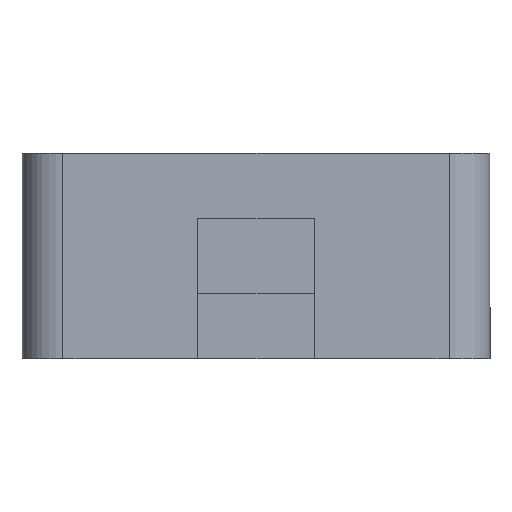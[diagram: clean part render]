
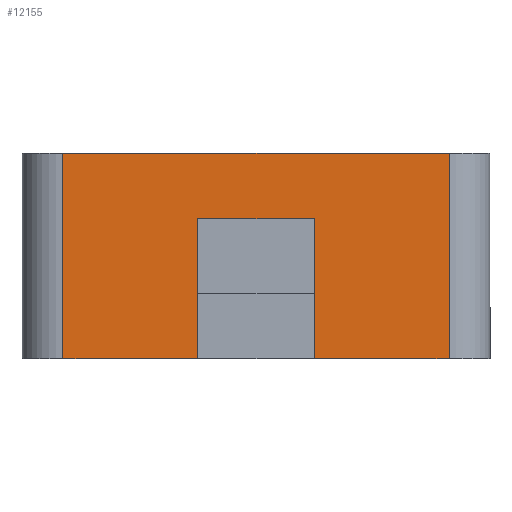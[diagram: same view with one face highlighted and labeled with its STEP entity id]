
A CAD part, left-side view. The second image highlights one B-rep face of the part: STEP entity #12155.
In plain terms, the highlighted planar face has unit normal (-1, 0, 0).
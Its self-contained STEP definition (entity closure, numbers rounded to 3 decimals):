
#649=FACE_OUTER_BOUND('',#1322,.T.);
#1322=EDGE_LOOP('',(#8996,#8997,#8998,#8999,#9000,#9001,#9002,#9003));
#2128=LINE('',#17435,#3680);
#2404=LINE('',#18229,#3956);
#2412=LINE('',#18243,#3964);
#2414=LINE('',#18246,#3966);
#2445=LINE('',#18312,#3997);
#2448=LINE('',#18325,#4000);
#2449=LINE('',#18328,#4001);
#2450=LINE('',#18329,#4002);
#3680=VECTOR('',#13618,10.);
#3956=VECTOR('',#13966,10.);
#3964=VECTOR('',#13976,10.);
#3966=VECTOR('',#13980,10.);
#3997=VECTOR('',#14029,10.);
#4000=VECTOR('',#14042,10.);
#4001=VECTOR('',#14047,10.);
#4002=VECTOR('',#14048,10.);
#5221=VERTEX_POINT('',#17432);
#5222=VERTEX_POINT('',#17434);
#5551=VERTEX_POINT('',#18225);
#5553=VERTEX_POINT('',#18228);
#5556=VERTEX_POINT('',#18236);
#5558=VERTEX_POINT('',#18241);
#5584=VERTEX_POINT('',#18311);
#5589=VERTEX_POINT('',#18323);
#6507=EDGE_CURVE('',#5221,#5222,#2128,.T.);
#6841=EDGE_CURVE('',#5553,#5551,#2404,.T.);
#6849=EDGE_CURVE('',#5556,#5558,#2412,.T.);
#6851=EDGE_CURVE('',#5558,#5553,#2414,.T.);
#6885=EDGE_CURVE('',#5556,#5584,#2445,.T.);
#6892=EDGE_CURVE('',#5589,#5551,#2448,.T.);
#6894=EDGE_CURVE('',#5589,#5222,#2449,.T.);
#6895=EDGE_CURVE('',#5584,#5221,#2450,.T.);
#8996=ORIENTED_EDGE('',*,*,#6849,.T.);
#8997=ORIENTED_EDGE('',*,*,#6851,.T.);
#8998=ORIENTED_EDGE('',*,*,#6841,.T.);
#8999=ORIENTED_EDGE('',*,*,#6892,.F.);
#9000=ORIENTED_EDGE('',*,*,#6894,.T.);
#9001=ORIENTED_EDGE('',*,*,#6507,.F.);
#9002=ORIENTED_EDGE('',*,*,#6895,.F.);
#9003=ORIENTED_EDGE('',*,*,#6885,.F.);
#11609=PLANE('',#12775);
#12155=ADVANCED_FACE('',(#649),#11609,.T.);
#12775=AXIS2_PLACEMENT_3D('',#18327,#14045,#14046);
#13618=DIRECTION('',(0.,-1.,0.));
#13966=DIRECTION('',(0.,0.,-1.));
#13976=DIRECTION('',(0.,0.,1.));
#13980=DIRECTION('',(0.,-1.,0.));
#14029=DIRECTION('',(0.,1.,0.));
#14042=DIRECTION('',(0.,1.,0.));
#14045=DIRECTION('center_axis',(-1.,0.,0.));
#14046=DIRECTION('ref_axis',(0.,1.,0.));
#14047=DIRECTION('',(0.,0.,1.));
#14048=DIRECTION('',(0.,0.,1.));
#17432=CARTESIAN_POINT('',(-3.,33.5,12.));
#17434=CARTESIAN_POINT('',(-3.,0.5,12.));
#17435=CARTESIAN_POINT('',(-3.,33.5,12.));
#18225=CARTESIAN_POINT('',(-3.,12.,-5.6));
#18228=CARTESIAN_POINT('',(-3.,12.,6.4));
#18229=CARTESIAN_POINT('',(-3.,12.,-2.8));
#18236=CARTESIAN_POINT('',(-3.,22.,-5.6));
#18241=CARTESIAN_POINT('',(-3.,22.,6.4));
#18243=CARTESIAN_POINT('',(-3.,22.,-2.8));
#18246=CARTESIAN_POINT('',(-3.,8.75,6.4));
#18311=CARTESIAN_POINT('',(-3.,33.5,-5.6));
#18312=CARTESIAN_POINT('',(-3.,33.5,-5.6));
#18323=CARTESIAN_POINT('',(-3.,0.5,-5.6));
#18325=CARTESIAN_POINT('',(-3.,33.5,-5.6));
#18327=CARTESIAN_POINT('Origin',(-3.,0.5,0.));
#18328=CARTESIAN_POINT('',(-3.,0.5,0.));
#18329=CARTESIAN_POINT('',(-3.,33.5,0.));
